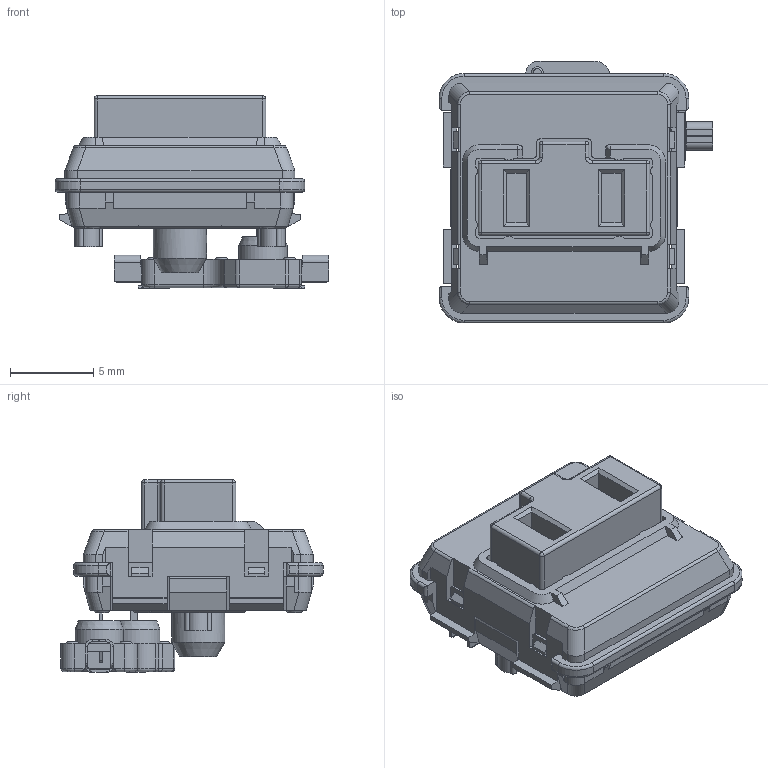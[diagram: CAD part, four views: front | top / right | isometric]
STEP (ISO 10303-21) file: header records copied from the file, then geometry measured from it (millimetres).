
FILE_DESCRIPTION(/* description */ (''),/* implementation_level */ '2;1');
FILE_NAME(/* name */ 'low-switch-wz-socket.step',/* time_stamp */ '2022-04-15T10:03:52+08:00',/* author */ (''),/* organization */ (''),/* preprocessor_version */ 'ST-DEVELOPER v18.1',/* originating_system */ 'Autodesk Translation Framework v10.14.0.1471',/* authorisation */ '');
FILE_SCHEMA (('AUTOMOTIVE_DESIGN { 1 0 10303 214 3 1 1 }'));
Length unit declared in the file: millimetre
Products named in the file (4): 矮轴-无键帽; pin; pin (1); socket
Assembly tree (3 placements, depth 2):
  矮轴-无键帽
    pin
    pin (1)
    socket
Bounding box: 16.45 x 15.75 x 11.58 mm (x, y, z)
Volume: 1013.9 mm3; surface area: 1804.6 mm2
Topology: 8 solids, 8 shells, 716 faces, 1861 edges, 1162 vertices
Faces by surface type: plane 453, cylinder 160, bspline 58, torus 20, cone 19, sphere 6
Full cylindrical faces by diameter (mm): 2.9 x2, 3.2 x1
Entity records: 23069 total; most frequent: CARTESIAN_POINT 5538, ORIENTED_EDGE 3718, DIRECTION 3466, EDGE_CURVE 1859, LINE 1382, VECTOR 1382, VERTEX_POINT 1162, AXIS2_PLACEMENT_3D 1042
